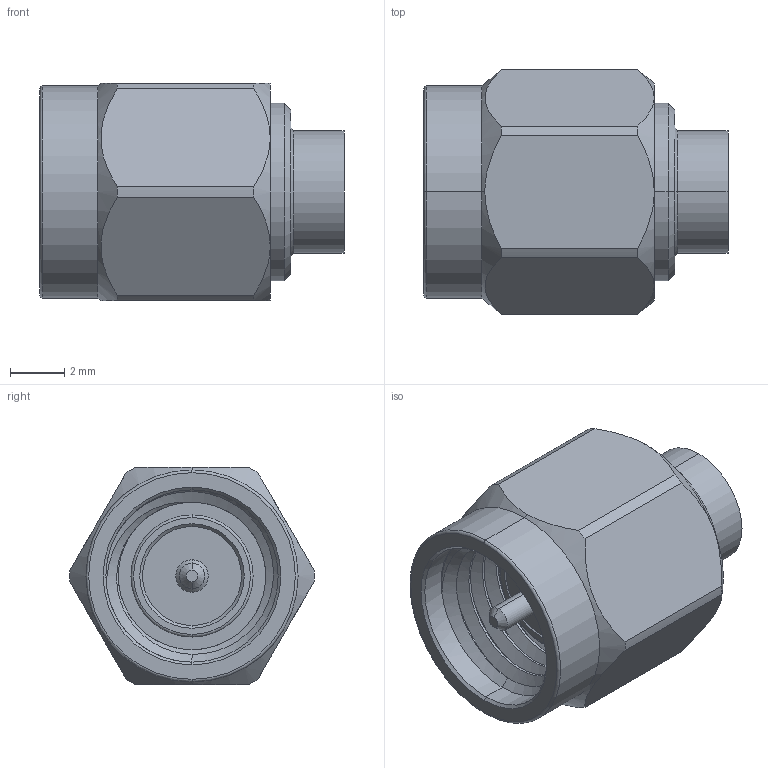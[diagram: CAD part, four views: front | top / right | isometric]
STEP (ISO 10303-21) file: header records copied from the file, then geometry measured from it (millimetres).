
FILE_DESCRIPTION (( 'STEP AP203' ), '1' );
FILE_NAME ('SC3011.step', '2018-04-23T19:30:46', ( '' ), ( '' ), 'SwSTEP 2.0', 'SolidWorks 2017', '' );
FILE_SCHEMA (( 'CONFIG_CONTROL_DESIGN' ));
Length unit declared in the file: inch
Products named in the file (1): SC3011
Bounding box: 11.2 x 9.02 x 8 mm (x, y, z)
Volume: 340.5 mm3; surface area: 879.9 mm2
Topology: 5 solids, 5 shells, 131 faces, 292 edges, 180 vertices
Faces by surface type: cylinder 56, cone 41, plane 27, torus 4, bspline 3
Entity records: 4725 total; most frequent: CARTESIAN_POINT 1736, DIRECTION 643, ORIENTED_EDGE 584, EDGE_CURVE 292, AXIS2_PLACEMENT_3D 269, VERTEX_POINT 180, EDGE_LOOP 146, CIRCLE 140
